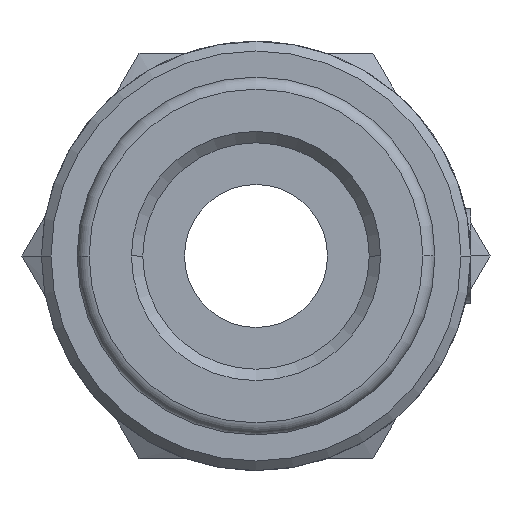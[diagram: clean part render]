
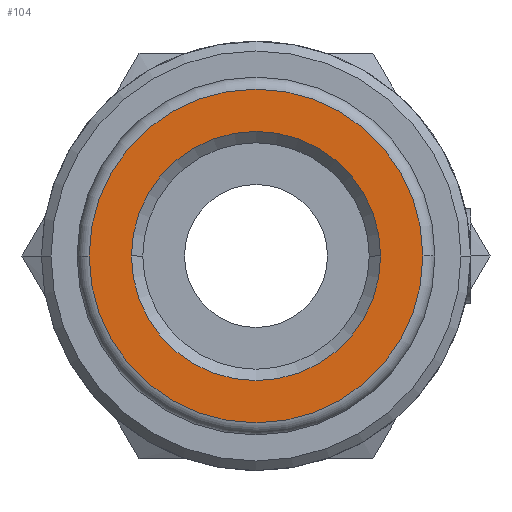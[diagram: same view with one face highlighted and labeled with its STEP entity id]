
A CAD part, front view. The second image highlights one B-rep face of the part: STEP entity #104.
In plain terms, the highlighted planar face has unit normal (0, -1, 0).
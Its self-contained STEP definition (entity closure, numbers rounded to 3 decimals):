
#104=ADVANCED_FACE('',(#281,#282),#283,.T.);
#281=FACE_BOUND('',#535,.T.);
#282=FACE_OUTER_BOUND('',#536,.T.);
#283=PLANE('',#537);
#535=EDGE_LOOP('',(#783,#784));
#536=EDGE_LOOP('',(#785,#786));
#537=AXIS2_PLACEMENT_3D('',#787,#788,#789);
#783=ORIENTED_EDGE('',*,*,#1465,.T.);
#784=ORIENTED_EDGE('',*,*,#1466,.T.);
#785=ORIENTED_EDGE('',*,*,#1467,.T.);
#786=ORIENTED_EDGE('',*,*,#1468,.T.);
#787=CARTESIAN_POINT('',(0.0,0.0,0.0));
#788=DIRECTION('',(0.0,-1.0,0.0));
#789=DIRECTION('',(-1.0,0.0,0.0));
#1465=EDGE_CURVE('',#1726,#1727,#1728,.T.);
#1466=EDGE_CURVE('',#1727,#1726,#1729,.T.);
#1467=EDGE_CURVE('',#1730,#1731,#1732,.T.);
#1468=EDGE_CURVE('',#1731,#1730,#1733,.T.);
#1726=VERTEX_POINT('',#2095);
#1727=VERTEX_POINT('',#2096);
#1728=CIRCLE('',#2097,5.225);
#1729=CIRCLE('',#2098,5.225);
#1730=VERTEX_POINT('',#2099);
#1731=VERTEX_POINT('',#2100);
#1732=CIRCLE('',#2101,7.0);
#1733=CIRCLE('',#2102,7.0);
#2095=CARTESIAN_POINT('',(-5.225,0.0,0.));
#2096=CARTESIAN_POINT('',(5.225,0.0,0.));
#2097=AXIS2_PLACEMENT_3D('',#3316,#3317,#3318);
#2098=AXIS2_PLACEMENT_3D('',#3319,#3320,#3321);
#2099=CARTESIAN_POINT('',(7.0,0.0,0.0));
#2100=CARTESIAN_POINT('',(-7.0,0.0,0.));
#2101=AXIS2_PLACEMENT_3D('',#3322,#3323,#3324);
#2102=AXIS2_PLACEMENT_3D('',#3325,#3326,#3327);
#3316=CARTESIAN_POINT('',(0.0,0.0,0.0));
#3317=DIRECTION('',(-0.0,1.0,0.0));
#3318=DIRECTION('',(1.0,0.0,0.0));
#3319=CARTESIAN_POINT('',(0.0,0.0,0.0));
#3320=DIRECTION('',(-0.0,1.0,0.0));
#3321=DIRECTION('',(1.0,0.0,0.0));
#3322=CARTESIAN_POINT('',(0.0,0.0,0.0));
#3323=DIRECTION('',(0.0,-1.0,0.0));
#3324=DIRECTION('',(1.0,0.0,0.0));
#3325=CARTESIAN_POINT('',(0.0,0.0,0.0));
#3326=DIRECTION('',(0.0,-1.0,0.0));
#3327=DIRECTION('',(1.0,0.0,0.0));
